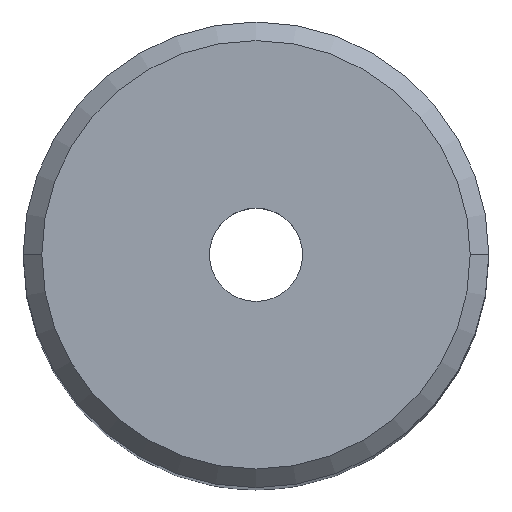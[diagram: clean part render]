
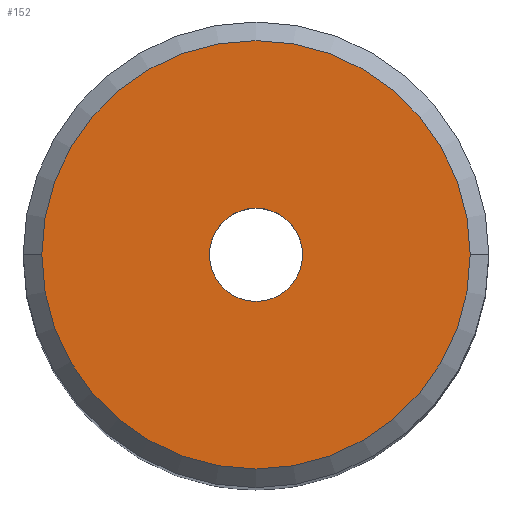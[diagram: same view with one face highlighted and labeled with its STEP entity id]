
A CAD part, top view. The second image highlights one B-rep face of the part: STEP entity #152.
In plain terms, the highlighted planar face has unit normal (0, 0, 1).
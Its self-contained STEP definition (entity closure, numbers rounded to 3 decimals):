
#11 = AXIS2_PLACEMENT_3D ( 'NONE', #582, #470, #218 ) ;
#38 = EDGE_CURVE ( 'NONE', #157, #330, #48, .T. ) ;
#48 = CIRCLE ( 'NONE', #323, 11.5 ) ;
#96 = DIRECTION ( 'NONE',  ( 0., 0., 1. ) ) ;
#107 = CIRCLE ( 'NONE', #11, 11.5 ) ;
#118 = AXIS2_PLACEMENT_3D ( 'NONE', #490, #602, #345 ) ;
#144 = DIRECTION ( 'NONE',  ( 1., 0., 0. ) ) ;
#152 = ADVANCED_FACE ( 'NONE', ( #288, #443 ), #199, .T. ) ;
#157 = VERTEX_POINT ( 'NONE', #197 ) ;
#184 = ORIENTED_EDGE ( 'NONE', *, *, #379, .T. ) ;
#191 = DIRECTION ( 'NONE',  ( 0., 0., 1. ) ) ;
#192 = EDGE_CURVE ( 'NONE', #541, #233, #301, .T. ) ;
#197 = CARTESIAN_POINT ( 'NONE',  ( 11.5, 0., 75. ) ) ;
#199 = PLANE ( 'NONE',  #453 ) ;
#212 = DIRECTION ( 'NONE',  ( 0., 0., 1. ) ) ;
#218 = DIRECTION ( 'NONE',  ( 1., 0., 0. ) ) ;
#233 = VERTEX_POINT ( 'NONE', #446 ) ;
#286 = DIRECTION ( 'NONE',  ( 1., 0., 0. ) ) ;
#288 = FACE_BOUND ( 'NONE', #460, .T. ) ;
#301 = CIRCLE ( 'NONE', #118, 2.5 ) ;
#316 = AXIS2_PLACEMENT_3D ( 'NONE', #516, #212, #398 ) ;
#323 = AXIS2_PLACEMENT_3D ( 'NONE', #361, #191, #144 ) ;
#330 = VERTEX_POINT ( 'NONE', #531 ) ;
#345 = DIRECTION ( 'NONE',  ( 1., 0., 0. ) ) ;
#361 = CARTESIAN_POINT ( 'NONE',  ( 0., 0., 75. ) ) ;
#379 = EDGE_CURVE ( 'NONE', #330, #157, #107, .T. ) ;
#390 = CARTESIAN_POINT ( 'NONE',  ( 0., 0., 75. ) ) ;
#394 = CARTESIAN_POINT ( 'NONE',  ( -2.5, 0., 75. ) ) ;
#398 = DIRECTION ( 'NONE',  ( 1., 0., 0. ) ) ;
#436 = ORIENTED_EDGE ( 'NONE', *, *, #38, .T. ) ;
#443 = FACE_OUTER_BOUND ( 'NONE', #514, .T. ) ;
#446 = CARTESIAN_POINT ( 'NONE',  ( 2.5, 0., 75. ) ) ;
#453 = AXIS2_PLACEMENT_3D ( 'NONE', #390, #96, #286 ) ;
#454 = CIRCLE ( 'NONE', #316, 2.5 ) ;
#460 = EDGE_LOOP ( 'NONE', ( #463, #618 ) ) ;
#463 = ORIENTED_EDGE ( 'NONE', *, *, #494, .F. ) ;
#470 = DIRECTION ( 'NONE',  ( 0., 0., 1. ) ) ;
#490 = CARTESIAN_POINT ( 'NONE',  ( 0., 0., 75. ) ) ;
#494 = EDGE_CURVE ( 'NONE', #233, #541, #454, .T. ) ;
#514 = EDGE_LOOP ( 'NONE', ( #184, #436 ) ) ;
#516 = CARTESIAN_POINT ( 'NONE',  ( 0., 0., 75. ) ) ;
#531 = CARTESIAN_POINT ( 'NONE',  ( -11.5, 0., 75. ) ) ;
#541 = VERTEX_POINT ( 'NONE', #394 ) ;
#582 = CARTESIAN_POINT ( 'NONE',  ( 0., 0., 75. ) ) ;
#602 = DIRECTION ( 'NONE',  ( 0., 0., 1. ) ) ;
#618 = ORIENTED_EDGE ( 'NONE', *, *, #192, .F. ) ;
